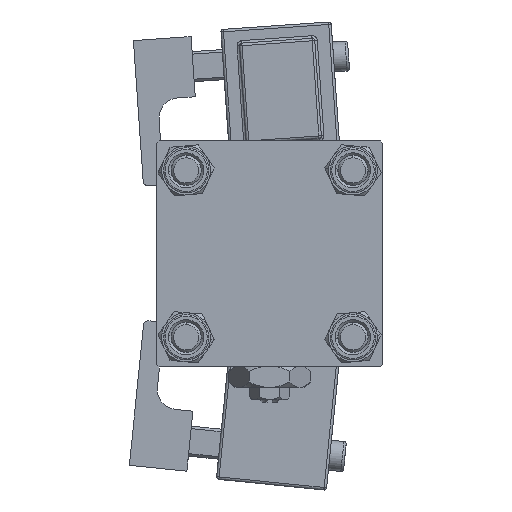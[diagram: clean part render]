
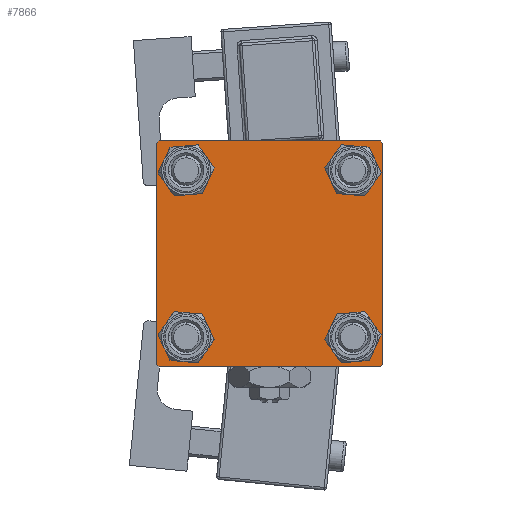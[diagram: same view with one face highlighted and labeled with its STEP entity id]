
A CAD part, left-side view. The second image highlights one B-rep face of the part: STEP entity #7866.
In plain terms, the highlighted planar face has unit normal (-1, 0, 0).
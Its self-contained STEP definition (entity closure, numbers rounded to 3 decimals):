
#134 = DIRECTION ( 'NONE',  ( 0., 0., 1. ) ) ;
#290 = LINE ( 'NONE', #29778, #5656 ) ;
#344 = LINE ( 'NONE', #59347, #20505 ) ;
#861 = VERTEX_POINT ( 'NONE', #51435 ) ;
#1189 = ORIENTED_EDGE ( 'NONE', *, *, #50921, .T. ) ;
#1476 = FACE_BOUND ( 'NONE', #11898, .T. ) ;
#1808 = VERTEX_POINT ( 'NONE', #17575 ) ;
#2107 = CARTESIAN_POINT ( 'NONE',  ( 0., -16.6, 16.6 ) ) ;
#2309 = DIRECTION ( 'NONE',  ( 0., 0.707, -0.707 ) ) ;
#3273 = EDGE_LOOP ( 'NONE', ( #34439, #43695 ) ) ;
#3475 = CARTESIAN_POINT ( 'NONE',  ( 0., 22.5, 22.5 ) ) ;
#5656 = VECTOR ( 'NONE', #5975, 1000. ) ;
#5852 = DIRECTION ( 'NONE',  ( 1., 0., 0. ) ) ;
#5975 = DIRECTION ( 'NONE',  ( 0., 0., -1. ) ) ;
#6248 = CIRCLE ( 'NONE', #57947, 3.5 ) ;
#6349 = CIRCLE ( 'NONE', #47878, 3.5 ) ;
#6754 = CIRCLE ( 'NONE', #53360, 3.5 ) ;
#6763 = CARTESIAN_POINT ( 'NONE',  ( 0., 22.25, 22.25 ) ) ;
#7866 = ADVANCED_FACE ( 'NONE', ( #30045, #44926, #39859, #1476, #34776 ), #54463, .T. ) ;
#8659 = EDGE_LOOP ( 'NONE', ( #33549, #13393 ) ) ;
#9116 = DIRECTION ( 'NONE',  ( 0., -0.707, -0.707 ) ) ;
#10050 = CARTESIAN_POINT ( 'NONE',  ( 0., 22.5, -22.5 ) ) ;
#10517 = CARTESIAN_POINT ( 'NONE',  ( 0., -22., -22.5 ) ) ;
#10691 = DIRECTION ( 'NONE',  ( 1., 0., 0. ) ) ;
#10692 = DIRECTION ( 'NONE',  ( 0., 0., 1. ) ) ;
#11747 = VECTOR ( 'NONE', #9116, 1000. ) ;
#11898 = EDGE_LOOP ( 'NONE', ( #12273, #61182 ) ) ;
#11932 = CARTESIAN_POINT ( 'NONE',  ( 0., 22.5, 22.5 ) ) ;
#11987 = VERTEX_POINT ( 'NONE', #18193 ) ;
#12273 = ORIENTED_EDGE ( 'NONE', *, *, #38591, .T. ) ;
#12488 = EDGE_CURVE ( 'NONE', #20463, #22257, #344, .T. ) ;
#12508 = CIRCLE ( 'NONE', #50007, 3.5 ) ;
#12820 = CIRCLE ( 'NONE', #16899, 3.5 ) ;
#13393 = ORIENTED_EDGE ( 'NONE', *, *, #36197, .T. ) ;
#13571 = DIRECTION ( 'NONE',  ( 0., -1., 0. ) ) ;
#14590 = CARTESIAN_POINT ( 'NONE',  ( 0., 16.6, 20.1 ) ) ;
#15644 = DIRECTION ( 'NONE',  ( 1., 0., 0. ) ) ;
#15775 = DIRECTION ( 'NONE',  ( 0., 0., 1. ) ) ;
#15894 = DIRECTION ( 'NONE',  ( 0., -0.707, 0.707 ) ) ;
#16127 = VERTEX_POINT ( 'NONE', #45327 ) ;
#16200 = EDGE_CURVE ( 'NONE', #27019, #28525, #45960, .T. ) ;
#16899 = AXIS2_PLACEMENT_3D ( 'NONE', #56924, #46765, #26808 ) ;
#17575 = CARTESIAN_POINT ( 'NONE',  ( 0., 16.6, 13.1 ) ) ;
#17655 = VERTEX_POINT ( 'NONE', #18864 ) ;
#17790 = VECTOR ( 'NONE', #18384, 1000. ) ;
#18193 = CARTESIAN_POINT ( 'NONE',  ( 0., 16.6, -13.1 ) ) ;
#18384 = DIRECTION ( 'NONE',  ( 0., 0., -1. ) ) ;
#18864 = CARTESIAN_POINT ( 'NONE',  ( 0., 16.6, -20.1 ) ) ;
#18962 = LINE ( 'NONE', #30341, #41156 ) ;
#19746 = VERTEX_POINT ( 'NONE', #52574 ) ;
#20463 = VERTEX_POINT ( 'NONE', #10517 ) ;
#20505 = VECTOR ( 'NONE', #15894, 1000. ) ;
#20622 = EDGE_CURVE ( 'NONE', #39634, #36977, #24028, .T. ) ;
#20681 = CARTESIAN_POINT ( 'NONE',  ( 0., -22.5, -22. ) ) ;
#21152 = CARTESIAN_POINT ( 'NONE',  ( 0., -16.6, -16.6 ) ) ;
#22257 = VERTEX_POINT ( 'NONE', #20681 ) ;
#22995 = EDGE_CURVE ( 'NONE', #17655, #11987, #6754, .T. ) ;
#23653 = VERTEX_POINT ( 'NONE', #14590 ) ;
#23976 = EDGE_CURVE ( 'NONE', #19746, #35581, #44890, .T. ) ;
#24028 = LINE ( 'NONE', #52587, #11747 ) ;
#24037 = CARTESIAN_POINT ( 'NONE',  ( 0., -16.6, -16.6 ) ) ;
#25135 = CARTESIAN_POINT ( 'NONE',  ( 0., 16.6, 16.6 ) ) ;
#25254 = DIRECTION ( 'NONE',  ( -1., 0., 0. ) ) ;
#26719 = EDGE_CURVE ( 'NONE', #11987, #17655, #12820, .T. ) ;
#26808 = DIRECTION ( 'NONE',  ( 0., 0., 1. ) ) ;
#27019 = VERTEX_POINT ( 'NONE', #54654 ) ;
#27844 = DIRECTION ( 'NONE',  ( 1., 0., 0. ) ) ;
#28525 = VERTEX_POINT ( 'NONE', #41784 ) ;
#29073 = CARTESIAN_POINT ( 'NONE',  ( 0., -16.6, 20.1 ) ) ;
#29778 = CARTESIAN_POINT ( 'NONE',  ( 0., -22.5, 22.5 ) ) ;
#30045 = FACE_BOUND ( 'NONE', #8659, .T. ) ;
#30341 = CARTESIAN_POINT ( 'NONE',  ( 0., -22.25, 22.25 ) ) ;
#30544 = DIRECTION ( 'NONE',  ( 0., 0., 1. ) ) ;
#30822 = ORIENTED_EDGE ( 'NONE', *, *, #40491, .T. ) ;
#32536 = ORIENTED_EDGE ( 'NONE', *, *, #16200, .T. ) ;
#33549 = ORIENTED_EDGE ( 'NONE', *, *, #40522, .T. ) ;
#33594 = VERTEX_POINT ( 'NONE', #29073 ) ;
#34410 = CARTESIAN_POINT ( 'NONE',  ( 0., 22., -22.5 ) ) ;
#34439 = ORIENTED_EDGE ( 'NONE', *, *, #26719, .T. ) ;
#34768 = DIRECTION ( 'NONE',  ( 0., 0.707, 0.707 ) ) ;
#34776 = FACE_OUTER_BOUND ( 'NONE', #48415, .T. ) ;
#35020 = CARTESIAN_POINT ( 'NONE',  ( 0., -16.6, 13.1 ) ) ;
#35305 = VECTOR ( 'NONE', #2309, 1000. ) ;
#35581 = VERTEX_POINT ( 'NONE', #58617 ) ;
#36016 = DIRECTION ( 'NONE',  ( 0., -1., 0. ) ) ;
#36197 = EDGE_CURVE ( 'NONE', #46066, #33594, #60031, .T. ) ;
#36977 = VERTEX_POINT ( 'NONE', #34410 ) ;
#38591 = EDGE_CURVE ( 'NONE', #23653, #1808, #6248, .T. ) ;
#39634 = VERTEX_POINT ( 'NONE', #41026 ) ;
#39792 = DIRECTION ( 'NONE',  ( 0., 0., 1. ) ) ;
#39859 = FACE_BOUND ( 'NONE', #3273, .T. ) ;
#40491 = EDGE_CURVE ( 'NONE', #28525, #27019, #6349, .T. ) ;
#40522 = EDGE_CURVE ( 'NONE', #33594, #46066, #56970, .T. ) ;
#40762 = AXIS2_PLACEMENT_3D ( 'NONE', #55028, #5852, #39792 ) ;
#41026 = CARTESIAN_POINT ( 'NONE',  ( 0., 22.5, -22. ) ) ;
#41156 = VECTOR ( 'NONE', #34768, 1000. ) ;
#41784 = CARTESIAN_POINT ( 'NONE',  ( 0., -16.6, -20.1 ) ) ;
#43037 = LINE ( 'NONE', #10050, #47433 ) ;
#43209 = EDGE_CURVE ( 'NONE', #1808, #23653, #12508, .T. ) ;
#43585 = DIRECTION ( 'NONE',  ( 1., 0., 0. ) ) ;
#43695 = ORIENTED_EDGE ( 'NONE', *, *, #22995, .T. ) ;
#43788 = AXIS2_PLACEMENT_3D ( 'NONE', #54142, #25254, #10692 ) ;
#43957 = AXIS2_PLACEMENT_3D ( 'NONE', #24037, #27844, #52905 ) ;
#44258 = ORIENTED_EDGE ( 'NONE', *, *, #54866, .F. ) ;
#44484 = LINE ( 'NONE', #6763, #35305 ) ;
#44890 = LINE ( 'NONE', #11932, #55298 ) ;
#44925 = DIRECTION ( 'NONE',  ( 0., 0., 1. ) ) ;
#44926 = FACE_BOUND ( 'NONE', #52452, .T. ) ;
#45327 = CARTESIAN_POINT ( 'NONE',  ( 0., -22.5, 22. ) ) ;
#45960 = CIRCLE ( 'NONE', #43957, 3.5 ) ;
#46066 = VERTEX_POINT ( 'NONE', #35020 ) ;
#46765 = DIRECTION ( 'NONE',  ( 1., 0., 0. ) ) ;
#46930 = LINE ( 'NONE', #3475, #17790 ) ;
#47433 = VECTOR ( 'NONE', #13571, 1000. ) ;
#47878 = AXIS2_PLACEMENT_3D ( 'NONE', #21152, #10691, #44925 ) ;
#48415 = EDGE_LOOP ( 'NONE', ( #50474, #60265, #59093, #59226, #44258, #1189, #54084, #55691 ) ) ;
#49721 = DIRECTION ( 'NONE',  ( 1., 0., 0. ) ) ;
#50007 = AXIS2_PLACEMENT_3D ( 'NONE', #25135, #15644, #30544 ) ;
#50372 = DIRECTION ( 'NONE',  ( 0., 0., 1. ) ) ;
#50474 = ORIENTED_EDGE ( 'NONE', *, *, #53637, .T. ) ;
#50921 = EDGE_CURVE ( 'NONE', #16127, #35581, #18962, .T. ) ;
#51435 = CARTESIAN_POINT ( 'NONE',  ( 0., 22.5, 22. ) ) ;
#52452 = EDGE_LOOP ( 'NONE', ( #32536, #30822 ) ) ;
#52574 = CARTESIAN_POINT ( 'NONE',  ( 0., 22., 22.5 ) ) ;
#52587 = CARTESIAN_POINT ( 'NONE',  ( 0., 22.25, -22.25 ) ) ;
#52905 = DIRECTION ( 'NONE',  ( 0., 0., 1. ) ) ;
#53360 = AXIS2_PLACEMENT_3D ( 'NONE', #55119, #49721, #50372 ) ;
#53637 = EDGE_CURVE ( 'NONE', #861, #39634, #46930, .T. ) ;
#54084 = ORIENTED_EDGE ( 'NONE', *, *, #23976, .F. ) ;
#54142 = CARTESIAN_POINT ( 'NONE',  ( 0., 0., 0. ) ) ;
#54463 = PLANE ( 'NONE',  #43788 ) ;
#54654 = CARTESIAN_POINT ( 'NONE',  ( 0., -16.6, -13.1 ) ) ;
#54866 = EDGE_CURVE ( 'NONE', #16127, #22257, #290, .T. ) ;
#55028 = CARTESIAN_POINT ( 'NONE',  ( 0., -16.6, 16.6 ) ) ;
#55119 = CARTESIAN_POINT ( 'NONE',  ( 0., 16.6, -16.6 ) ) ;
#55298 = VECTOR ( 'NONE', #36016, 1000. ) ;
#55691 = ORIENTED_EDGE ( 'NONE', *, *, #61533, .T. ) ;
#56924 = CARTESIAN_POINT ( 'NONE',  ( 0., 16.6, -16.6 ) ) ;
#56970 = CIRCLE ( 'NONE', #59020, 3.5 ) ;
#57947 = AXIS2_PLACEMENT_3D ( 'NONE', #58515, #43585, #134 ) ;
#58515 = CARTESIAN_POINT ( 'NONE',  ( 0., 16.6, 16.6 ) ) ;
#58617 = CARTESIAN_POINT ( 'NONE',  ( 0., -22., 22.5 ) ) ;
#59020 = AXIS2_PLACEMENT_3D ( 'NONE', #2107, #59227, #15775 ) ;
#59093 = ORIENTED_EDGE ( 'NONE', *, *, #60485, .T. ) ;
#59226 = ORIENTED_EDGE ( 'NONE', *, *, #12488, .T. ) ;
#59227 = DIRECTION ( 'NONE',  ( 1., 0., 0. ) ) ;
#59347 = CARTESIAN_POINT ( 'NONE',  ( 0., -22.25, -22.25 ) ) ;
#60031 = CIRCLE ( 'NONE', #40762, 3.5 ) ;
#60265 = ORIENTED_EDGE ( 'NONE', *, *, #20622, .T. ) ;
#60485 = EDGE_CURVE ( 'NONE', #36977, #20463, #43037, .T. ) ;
#61182 = ORIENTED_EDGE ( 'NONE', *, *, #43209, .T. ) ;
#61533 = EDGE_CURVE ( 'NONE', #19746, #861, #44484, .T. ) ;
